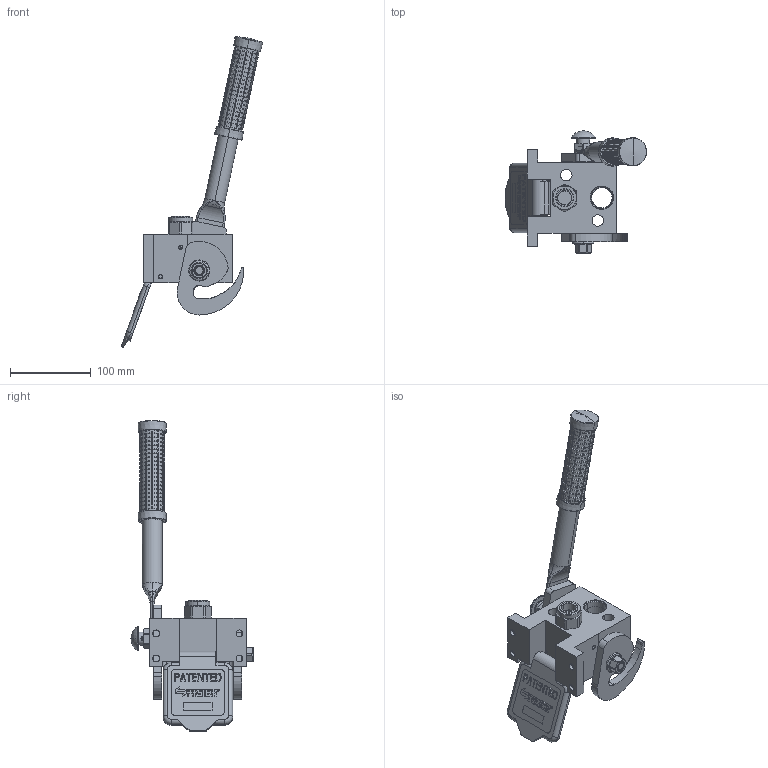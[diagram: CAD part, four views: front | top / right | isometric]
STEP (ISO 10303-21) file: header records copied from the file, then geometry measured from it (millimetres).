
FILE_DESCRIPTION (( 'STEP AP214' ), '1' );
FILE_NAME ('FASTER.step', '2022-01-27T04:19:25', ( '' ), ( '' ), 'SwSTEP 2.0', 'SolidWorks 2017', '' );
FILE_SCHEMA (( 'AUTOMOTIVE_DESIGN' ));
Length unit declared in the file: millimetre
Products named in the file (31): 4820_024_1001_000; 4830_070_0000_001; FASTER; curs_molla_12; 4830_025_0000_001; 4850_024_0000_012; 2ffnb12_gas_f; P208_F_BASE; 4820_024_1001_020; 4830_025_1000_000; A_2ffnb12_gas_f; 4830_025_2000_000; 4830_001_0005_301; 4820_024_1001_000_ASM; 0048_042_0412_000; 4850_024_2000_011; or1_5x7_m; 1540_080_0012_000; 4820_024_1001_021; 4820_024_1001_010; 4142_072_1000_300; 4340_014_0000_000; 4830_001_0005_300; 4820_020_1000_021; sicura_p5; 4820_001_0001_004; 4830_022_0000_011; 4820_001_0004_000; or2x18; et011
Assembly tree (31 placements, depth 4):
  FASTER
    P208_F_BASE
      4820_020_1000_021
      4830_001_0005_301
      4830_001_0005_300
      4820_001_0001_004
      4820_001_0004_000
    A_2ffnb12_gas_f
      curs_molla_12
        4340_014_0000_000
        4142_072_1000_300
      2ffnb12_gas_f
        2ffnb12_gas_f
    4820_024_1001_000
      4820_024_1001_000_ASM
        4850_024_2000_011
        4820_024_1001_010
        4820_024_1001_021
      sicura_p5
        4830_025_0000_001
        or1_5x7_m
        0048_042_0412_000
      4830_025_1000_000
      4830_022_0000_011
      4820_024_1001_020
      1540_080_0012_000
      4830_025_2000_000
      4850_024_0000_012
      4830_070_0000_001
      or2x18  x2
    et011
Bounding box: 174.89 x 150.83 x 384.13 mm (x, y, z)
Volume: 180287.7 mm3; surface area: 235252.8 mm2
Topology: 27 solids, 44 shells, 4096 faces, 10948 edges, 7012 vertices
Faces by surface type: plane 1742, cylinder 1506, torus 400, bspline 228, cone 186, sphere 34
Entity records: 185730 total; most frequent: CARTESIAN_POINT 85132, ORIENTED_EDGE 21619, DIRECTION 17807, EDGE_CURVE 10887, VERTEX_POINT 6994, VECTOR 6183, LINE 6183, AXIS2_PLACEMENT_3D 5812
